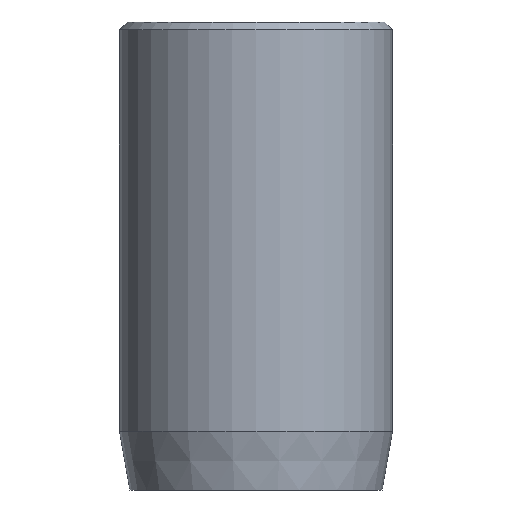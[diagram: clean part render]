
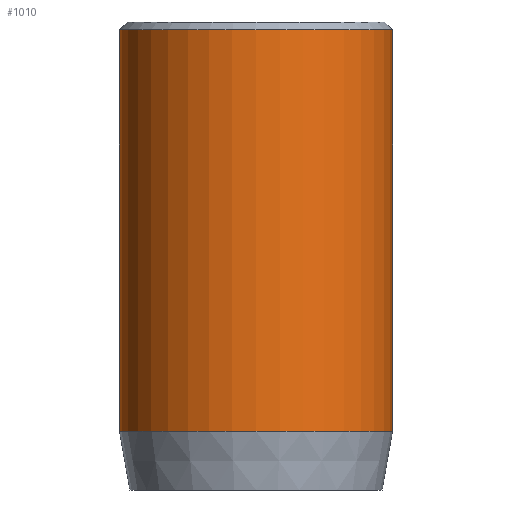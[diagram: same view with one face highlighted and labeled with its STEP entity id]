
A CAD part, front view. The second image highlights one B-rep face of the part: STEP entity #1010.
In plain terms, the highlighted cylindrical face has radius 3.5 mm (diameter 7 mm), a partial arc.
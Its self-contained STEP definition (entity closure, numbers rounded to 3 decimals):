
#18 = FACE_OUTER_BOUND ( 'NONE', #815, .T. ) ;
#23 = CIRCLE ( 'NONE', #781, 3.5 ) ;
#38 = CARTESIAN_POINT ( 'NONE',  ( -3.5, 0., 11.8 ) ) ;
#83 = EDGE_CURVE ( 'NONE', #300, #368, #321, .T. ) ;
#124 = CARTESIAN_POINT ( 'NONE',  ( 0., 0., 12. ) ) ;
#154 = CARTESIAN_POINT ( 'NONE',  ( 3.5, 0., 11.8 ) ) ;
#300 = VERTEX_POINT ( 'NONE', #38 ) ;
#308 = DIRECTION ( 'NONE',  ( 1., 0., 0. ) ) ;
#311 = DIRECTION ( 'NONE',  ( 0., 0., -1. ) ) ;
#314 = CARTESIAN_POINT ( 'NONE',  ( 0., 0., 11.8 ) ) ;
#321 = LINE ( 'NONE', #856, #600 ) ;
#367 = VERTEX_POINT ( 'NONE', #1026 ) ;
#368 = VERTEX_POINT ( 'NONE', #1007 ) ;
#409 = ORIENTED_EDGE ( 'NONE', *, *, #657, .T. ) ;
#432 = DIRECTION ( 'NONE',  ( 0., 0., -1. ) ) ;
#433 = VERTEX_POINT ( 'NONE', #154 ) ;
#471 = EDGE_CURVE ( 'NONE', #433, #300, #23, .T. ) ;
#476 = ORIENTED_EDGE ( 'NONE', *, *, #471, .T. ) ;
#497 = ORIENTED_EDGE ( 'NONE', *, *, #83, .T. ) ;
#538 = DIRECTION ( 'NONE',  ( -1., 0., 0. ) ) ;
#600 = VECTOR ( 'NONE', #841, 1000. ) ;
#612 = LINE ( 'NONE', #798, #1005 ) ;
#657 = EDGE_CURVE ( 'NONE', #368, #367, #1131, .T. ) ;
#781 = AXIS2_PLACEMENT_3D ( 'NONE', #314, #311, #308 ) ;
#798 = CARTESIAN_POINT ( 'NONE',  ( 3.5, 0., 12. ) ) ;
#805 = DIRECTION ( 'NONE',  ( 0., 0., -1. ) ) ;
#806 = AXIS2_PLACEMENT_3D ( 'NONE', #124, #805, #538 ) ;
#815 = EDGE_LOOP ( 'NONE', ( #1155, #476, #497, #409 ) ) ;
#841 = DIRECTION ( 'NONE',  ( 0., 0., -1. ) ) ;
#856 = CARTESIAN_POINT ( 'NONE',  ( -3.5, 0., 12. ) ) ;
#877 = DIRECTION ( 'NONE',  ( 1., 0., 0. ) ) ;
#891 = DIRECTION ( 'NONE',  ( 0., 0., 1. ) ) ;
#894 = CARTESIAN_POINT ( 'NONE',  ( 0., 0., 1.5 ) ) ;
#920 = AXIS2_PLACEMENT_3D ( 'NONE', #894, #891, #877 ) ;
#993 = EDGE_CURVE ( 'NONE', #433, #367, #612, .T. ) ;
#1005 = VECTOR ( 'NONE', #432, 1000. ) ;
#1007 = CARTESIAN_POINT ( 'NONE',  ( -3.5, 0., 1.5 ) ) ;
#1010 = ADVANCED_FACE ( 'NONE', ( #18 ), #1195, .T. ) ;
#1026 = CARTESIAN_POINT ( 'NONE',  ( 3.5, 0., 1.5 ) ) ;
#1131 = CIRCLE ( 'NONE', #920, 3.5 ) ;
#1155 = ORIENTED_EDGE ( 'NONE', *, *, #993, .F. ) ;
#1195 = CYLINDRICAL_SURFACE ( 'NONE', #806, 3.5 ) ;
